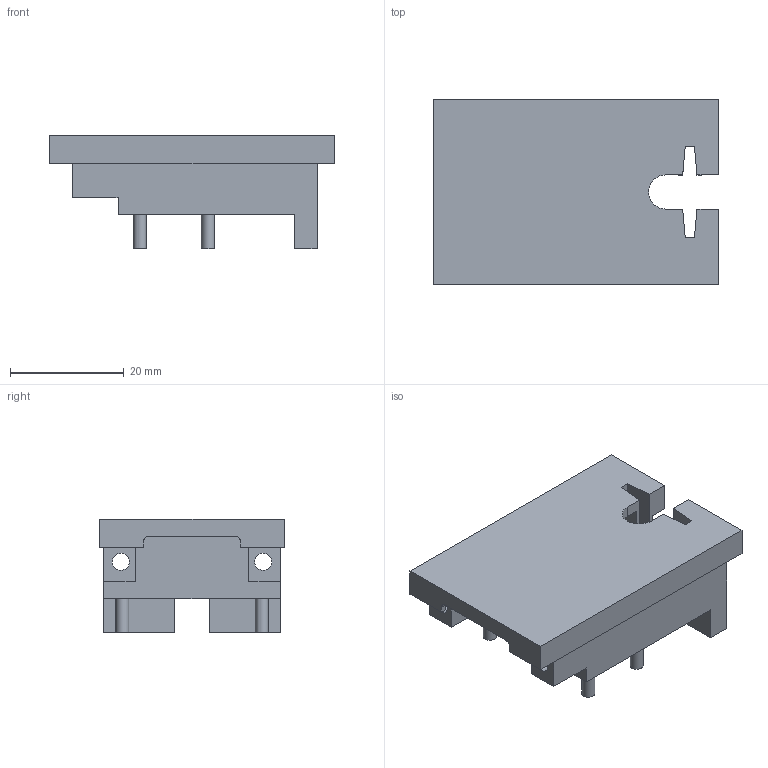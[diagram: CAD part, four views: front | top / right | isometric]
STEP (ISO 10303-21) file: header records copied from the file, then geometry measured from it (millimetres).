
FILE_DESCRIPTION(('FreeCAD Model'),'2;1');
FILE_NAME('Open CASCADE Shape Model','2024-09-13T10:03:44',('Author'),( ''),'Open CASCADE STEP processor 7.7','Ondsel','Unknown');
FILE_SCHEMA(('AUTOMOTIVE_DESIGN { 1 0 10303 214 1 1 1 1 }'));
Length unit declared in the file: millimetre
Products named in the file (1): Cut009
Bounding box: 50 x 32.5 x 20 mm (x, y, z)
Volume: 9719.5 mm3; surface area: 8418.5 mm2
Topology: 1 solids, 1 shells, 66 faces, 178 edges, 118 vertices
Faces by surface type: plane 57, cylinder 9
Full cylindrical faces by diameter (mm): 2.3 x4, 3 x2
Entity records: 2208 total; most frequent: CARTESIAN_POINT 363, ORIENTED_EDGE 356, DIRECTION 330, EDGE_CURVE 178, LINE 160, VECTOR 160, VERTEX_POINT 118, AXIS2_PLACEMENT_3D 85
